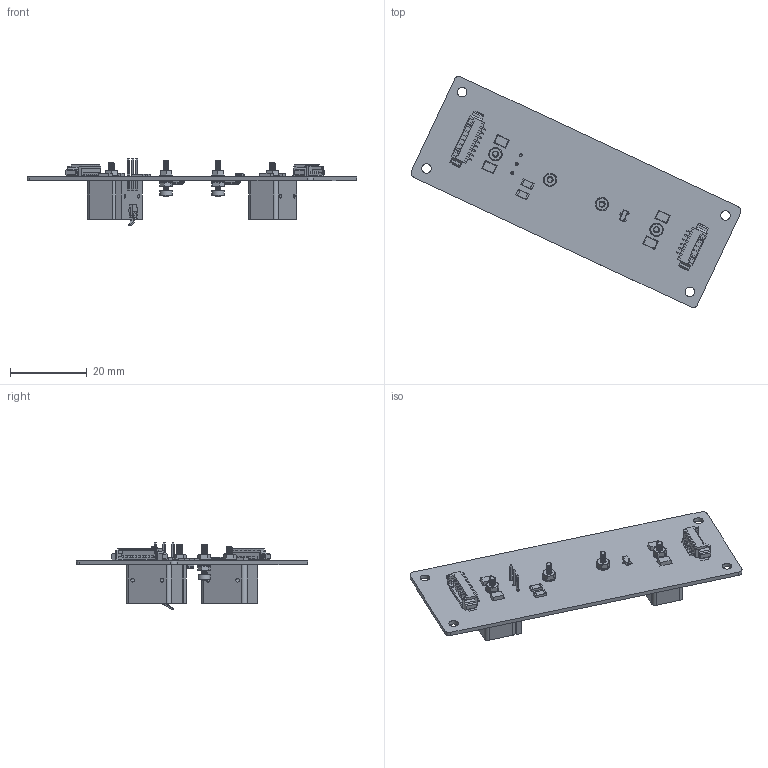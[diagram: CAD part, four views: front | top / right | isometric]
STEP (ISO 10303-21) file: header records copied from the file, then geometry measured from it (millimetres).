
FILE_DESCRIPTION(/* description */ (''),/* implementation_level */ '2;1');
FILE_NAME(/* name */ 'Placa A2 v2_smd.stp',/* time_stamp */ '2020-07-09T22:48:17-04:00',/* author */ ('javic'),/* organization */ (''),/* preprocessor_version */ 'ST-DEVELOPER v18.1',/* originating_system */ 'Autodesk Inventor 2020',/* authorisation */ '');
FILE_SCHEMA (('AUTOMOTIVE_DESIGN { 1 0 10303 214 3 1 1 }'));
Length unit declared in the file: millimetre
Products named in the file (16): Placa A2 v2_smd; Interstage A; Mosfet PMV16XNR; Soporte v2; Soporte placa 2.0; Tornillo M1.6 8 mm; Golilla M1.6  ; Tuerca M1.6_2; Picoblade 8; Resistencia 330 Ohm ERA-8APB1581V-; Sensor MCP9808T; Picoblade 6; Switch D3SH-A1R1; Placa Cobre; Switch D3SH-A1R1_1; Conector 3 pines
Assembly tree (31 placements, depth 3):
  Placa A2 v2_smd
    Interstage A
    Golilla M1.6    x6
    Mosfet PMV16XNR
    Tuerca M1.6_2  x6
    Tornillo M1.6 8 mm  x2
    Soporte v2  x2
      Soporte placa 2.0
      Golilla M1.6  
      Tornillo M1.6 8 mm
    Picoblade 8
    Resistencia 330 Ohm ERA-8APB1581V-  x2
    Sensor MCP9808T  x2
    Picoblade 6
    Switch D3SH-A1R1
      Placa Cobre
      Switch D3SH-A1R1_1
      Conector 3 pines
Bounding box: 86.16 x 60.42 x 17.44 mm (x, y, z)
Volume: 5026.9 mm3; surface area: 8671.8 mm2
Topology: 65 solids, 65 shells, 1911 faces, 5153 edges, 3469 vertices
Faces by surface type: plane 1305, cylinder 476, cone 74, torus 32, bspline 20, sphere 4
Full cylindrical faces by diameter (mm): 0.15 x2, 0.163 x1, 0.47 x2, 0.51 x1, 0.6 x2, 0.8 x3, 1 x6, 1.139 x88, 1.538 x92, 1.6 x24, 1.7 x8, 1.8 x6, 2.5 x4, 3.2 x4, 3.5 x8, 4 x2
Entity records: 51229 total; most frequent: CARTESIAN_POINT 17194, ORIENTED_EDGE 7086, DIRECTION 6476, EDGE_CURVE 3543, LINE 3030, VECTOR 3030, VERTEX_POINT 2312, AXIS2_PLACEMENT_3D 1723
